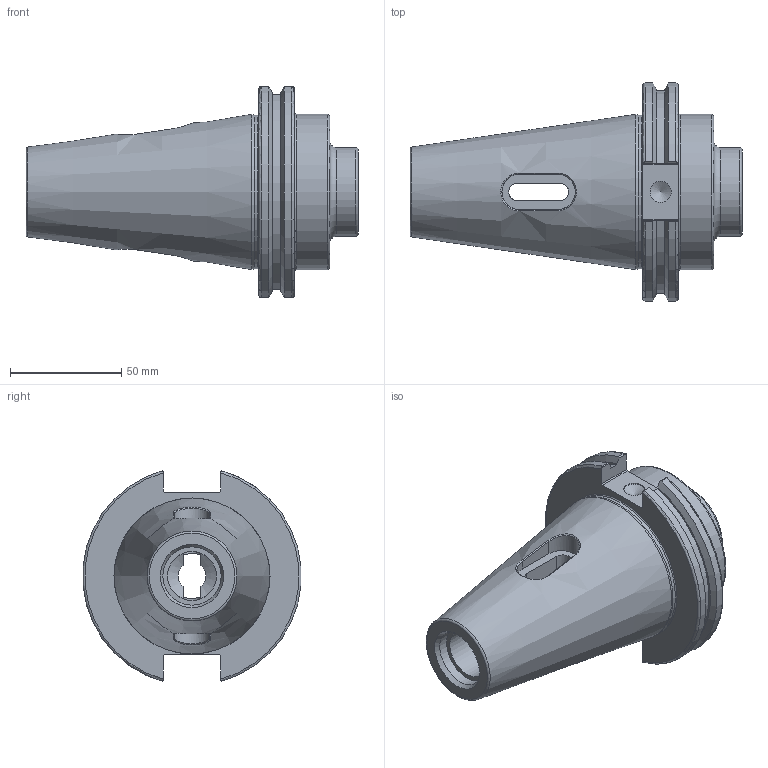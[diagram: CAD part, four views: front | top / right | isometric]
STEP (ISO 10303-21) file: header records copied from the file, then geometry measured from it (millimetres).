
FILE_DESCRIPTION(/* description */ (''),/* implementation_level */ '2;1');
FILE_NAME(/* name */ 'CL039.stp',/* time_stamp */ '2025-03-11T12:21:48+09:00',/* author */ ('YSH'),/* organization */ (''),/* preprocessor_version */ 'ST-DEVELOPER v20',/* originating_system */ 'Autodesk Inventor 2025',/* authorisation */ '');
FILE_SCHEMA (('AUTOMOTIVE_DESIGN { 1 0 10303 214 3 1 1 }'));
Length unit declared in the file: millimetre
Products named in the file (1): LO-CAT50-MTA3-47.75
Bounding box: 149.35 x 98.06 x 94.69 mm (x, y, z)
Volume: 376863.1 mm3; surface area: 52053.7 mm2
Topology: 1 solids, 1 shells, 101 faces, 273 edges, 178 vertices
Faces by surface type: plane 41, cylinder 23, bspline 16, cone 11, torus 10
Full cylindrical faces by diameter (mm): 9.525 x1, 20.2 x1, 21.971 x1, 26.2 x1, 40 x1, 69.25 x1, 69.85 x1
Entity records: 3864 total; most frequent: CARTESIAN_POINT 1421, ORIENTED_EDGE 544, DIRECTION 441, EDGE_CURVE 272, VERTEX_POINT 178, AXIS2_PLACEMENT_3D 158, LINE 125, VECTOR 125
